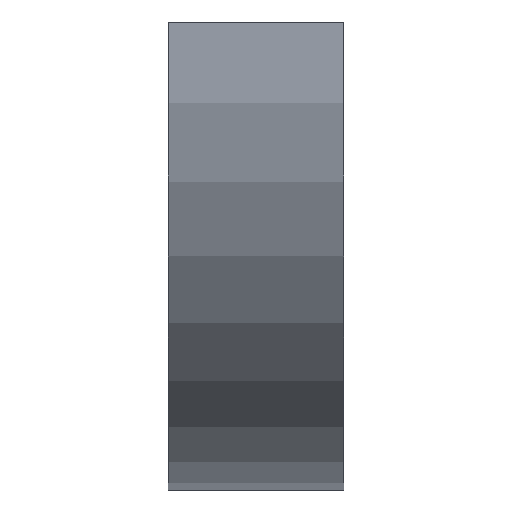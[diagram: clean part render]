
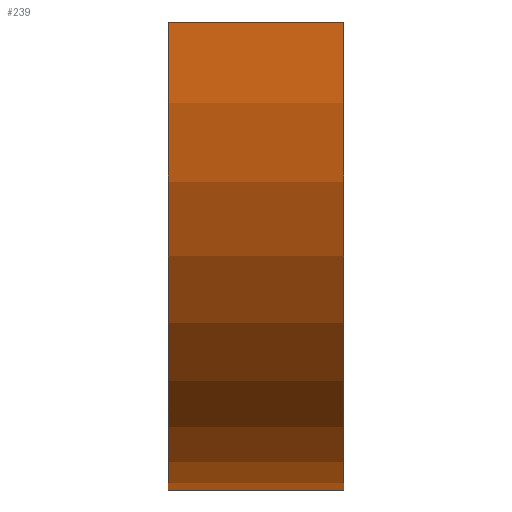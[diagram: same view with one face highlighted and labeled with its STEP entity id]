
A CAD part, front view. The second image highlights one B-rep face of the part: STEP entity #239.
In plain terms, the highlighted cylindrical face has radius 200 mm (diameter 400 mm), a partial arc.
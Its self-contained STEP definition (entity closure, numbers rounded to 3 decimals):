
#15 = DIRECTION ( 'NONE',  ( -1., 0., 0. ) ) ;
#16 = DIRECTION ( 'NONE',  ( 0., 0., 1. ) ) ;
#18 = CARTESIAN_POINT ( 'NONE',  ( 75., 0., 0. ) ) ;
#30 = DIRECTION ( 'NONE',  ( 0., 0., -1. ) ) ;
#31 = DIRECTION ( 'NONE',  ( 1., 0., 0. ) ) ;
#36 = CARTESIAN_POINT ( 'NONE',  ( 75., 0., 0. ) ) ;
#38 = DIRECTION ( 'NONE',  ( 0., 0., -1. ) ) ;
#39 = DIRECTION ( 'NONE',  ( -1., 0., 0. ) ) ;
#44 = CARTESIAN_POINT ( 'NONE',  ( 75., 200., 0. ) ) ;
#48 = DIRECTION ( 'NONE',  ( -1., 0., 0. ) ) ;
#66 = DIRECTION ( 'NONE',  ( 1., 0., 0. ) ) ;
#70 = CARTESIAN_POINT ( 'NONE',  ( 0., 0., 0. ) ) ;
#79 = CIRCLE ( 'NONE', #232, 200. ) ;
#81 = EDGE_LOOP ( 'NONE', ( #101, #97, #98, #99 ) ) ;
#84 = VECTOR ( 'NONE', #48, 1000. ) ;
#88 = LINE ( 'NONE', #131, #114 ) ;
#90 = LINE ( 'NONE', #44, #84 ) ;
#97 = ORIENTED_EDGE ( 'NONE', *, *, #223, .F. ) ;
#98 = ORIENTED_EDGE ( 'NONE', *, *, #229, .F. ) ;
#99 = ORIENTED_EDGE ( 'NONE', *, *, #221, .T. ) ;
#101 = ORIENTED_EDGE ( 'NONE', *, *, #224, .T. ) ;
#114 = VECTOR ( 'NONE', #39, 1000. ) ;
#125 = CARTESIAN_POINT ( 'NONE',  ( 75., 200., 0. ) ) ;
#127 = VERTEX_POINT ( 'NONE', #125 ) ;
#128 = VERTEX_POINT ( 'NONE', #140 ) ;
#131 = CARTESIAN_POINT ( 'NONE',  ( 75., -200., 0. ) ) ;
#136 = VERTEX_POINT ( 'NONE', #137 ) ;
#137 = CARTESIAN_POINT ( 'NONE',  ( 0., -200., 0. ) ) ;
#138 = CARTESIAN_POINT ( 'NONE',  ( 75., -200., 0. ) ) ;
#139 = VERTEX_POINT ( 'NONE', #138 ) ;
#140 = CARTESIAN_POINT ( 'NONE',  ( 0., 200., 0. ) ) ;
#185 = FACE_OUTER_BOUND ( 'NONE', #81, .T. ) ;
#188 = CYLINDRICAL_SURFACE ( 'NONE', #214, 200. ) ;
#189 = CIRCLE ( 'NONE', #218, 200. ) ;
#214 = AXIS2_PLACEMENT_3D ( 'NONE', #18, #15, #16 ) ;
#218 = AXIS2_PLACEMENT_3D ( 'NONE', #36, #31, #30 ) ;
#221 = EDGE_CURVE ( 'NONE', #139, #136, #88, .T. ) ;
#223 = EDGE_CURVE ( 'NONE', #127, #128, #90, .T. ) ;
#224 = EDGE_CURVE ( 'NONE', #136, #128, #79, .T. ) ;
#229 = EDGE_CURVE ( 'NONE', #139, #127, #189, .T. ) ;
#232 = AXIS2_PLACEMENT_3D ( 'NONE', #70, #66, #38 ) ;
#239 = ADVANCED_FACE ( 'NONE', ( #185 ), #188, .T. ) ;
